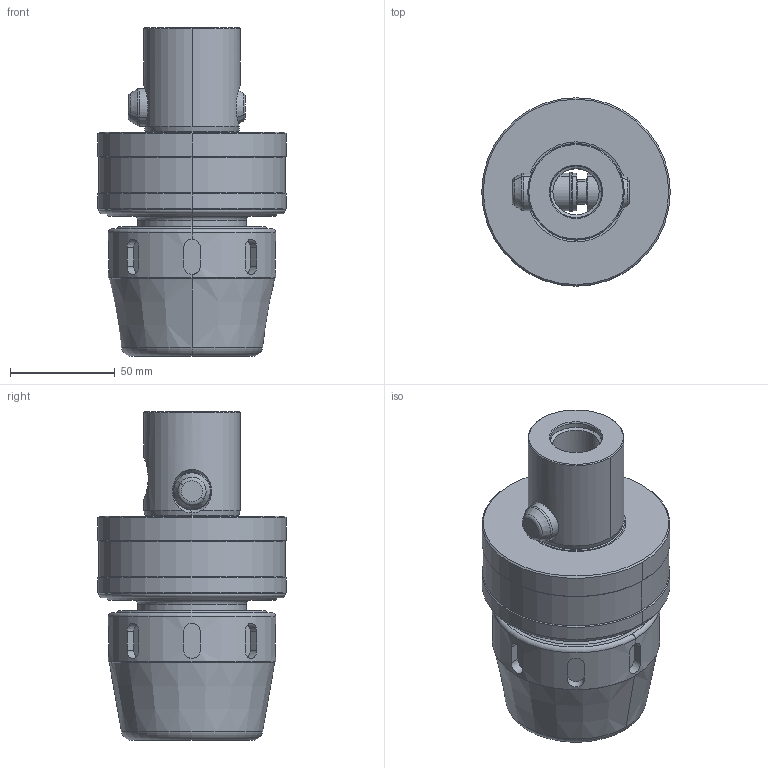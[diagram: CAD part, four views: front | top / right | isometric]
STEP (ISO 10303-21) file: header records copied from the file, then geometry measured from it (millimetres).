
FILE_DESCRIPTION(('no description'),'unknown implementation level');
FILE_NAME('D12C0DB3-06CB-4F5C-BB12-794331CF8B3B_export.stp',' ',('CIMSOURCE GmbH'),('CADClick - KiM GmbH - www.kimweb.de'),'unknown preprocess','ACIS','unknown authorization');
FILE_SCHEMA(('automotive_design'));
Length unit declared in the file: millimetre
Products named in the file (3): 335.077 Kaiser GMC 32 X CK7|335.077 Kaiser GMC 32 X CK7_Standard;NONE; 335.077 Kaiser GMC 32 X CK7|691.507 Kaiser ETL D18 X 56K_Standard|691.527 Mitnehmerbolzen_Standard;NONE; 335.077 Kaiser GMC 32 X CK7|691.507 Kaiser ETL D18 X 56K_Standard|693.306 Sprengring_Standard;NONE
Bounding box: 90 x 90 x 157 mm (x, y, z)
Volume: 518505.1 mm3; surface area: 68697.5 mm2
Topology: 3 solids, 3 shells, 173 faces, 397 edges, 240 vertices
Faces by surface type: cylinder 59, plane 42, cone 38, torus 34
Entity records: 10624 total; most frequent: CARTESIAN_POINT 1982, DIRECTION 909, STYLED_ITEM 813, PRESENTATION_STYLE_ASSIGNMENT 813, COLOUR_RGB 813, ORIENTED_EDGE 794, EDGE_CURVE 397, CURVE_STYLE 397
